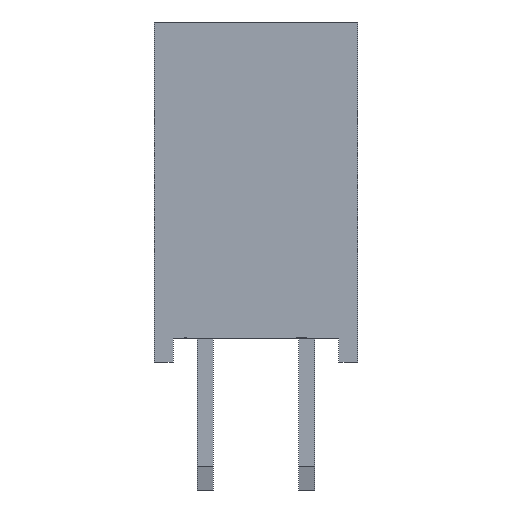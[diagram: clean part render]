
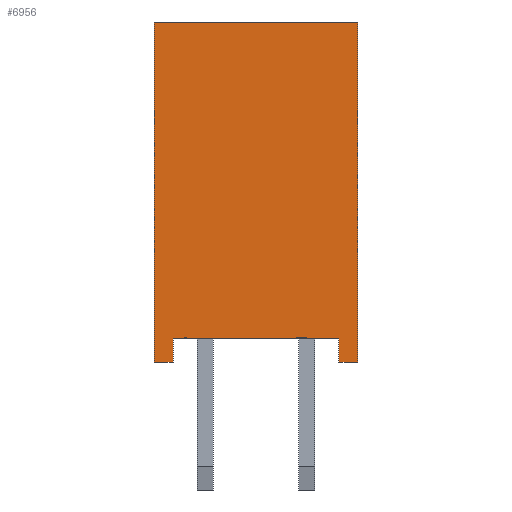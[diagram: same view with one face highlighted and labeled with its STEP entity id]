
A CAD part, left-side view. The second image highlights one B-rep face of the part: STEP entity #6956.
In plain terms, the highlighted planar face has unit normal (-1, 0, 0).
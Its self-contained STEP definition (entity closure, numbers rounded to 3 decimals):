
#133 = VERTEX_POINT ( 'NONE', #12262 ) ;
#1345 = EDGE_CURVE ( 'NONE', #133, #30878, #7071, .T. ) ;
#1391 = EDGE_CURVE ( 'NONE', #13547, #20648, #10514, .T. ) ;
#1941 = CARTESIAN_POINT ( 'NONE',  ( -1.27, 2.54, 8.5 ) ) ;
#2529 = CARTESIAN_POINT ( 'NONE',  ( -1.27, -2.07, 0. ) ) ;
#2554 = LINE ( 'NONE', #24691, #9336 ) ;
#3068 = CARTESIAN_POINT ( 'NONE',  ( -1.27, 2.07, 0.6 ) ) ;
#3426 = CARTESIAN_POINT ( 'NONE',  ( -1.27, 2.07, 0. ) ) ;
#3923 = CARTESIAN_POINT ( 'NONE',  ( -1.27, 2.54, 8.5 ) ) ;
#4922 = EDGE_CURVE ( 'NONE', #20648, #35134, #29060, .T. ) ;
#5755 = LINE ( 'NONE', #8138, #24314 ) ;
#6435 = VECTOR ( 'NONE', #17448, 1000. ) ;
#6956 = ADVANCED_FACE ( 'NONE', ( #13973 ), #22329, .F. ) ;
#7071 = LINE ( 'NONE', #13106, #7632 ) ;
#7632 = VECTOR ( 'NONE', #21240, 1000. ) ;
#7921 = VECTOR ( 'NONE', #30053, 1000. ) ;
#8118 = DIRECTION ( 'NONE',  ( 1., 0., 0. ) ) ;
#8138 = CARTESIAN_POINT ( 'NONE',  ( -1.27, -2.07, 0.6 ) ) ;
#9336 = VECTOR ( 'NONE', #16487, 1000. ) ;
#9891 = EDGE_CURVE ( 'NONE', #17924, #27782, #2554, .T. ) ;
#10053 = VECTOR ( 'NONE', #30117, 1000. ) ;
#10514 = LINE ( 'NONE', #36373, #10053 ) ;
#12262 = CARTESIAN_POINT ( 'NONE',  ( -1.27, -2.54, 8.5 ) ) ;
#12998 = ORIENTED_EDGE ( 'NONE', *, *, #31973, .F. ) ;
#13106 = CARTESIAN_POINT ( 'NONE',  ( -1.27, -2.54, 8.5 ) ) ;
#13437 = DIRECTION ( 'NONE',  ( 0., 0., 1. ) ) ;
#13547 = VERTEX_POINT ( 'NONE', #35904 ) ;
#13973 = FACE_OUTER_BOUND ( 'NONE', #30365, .T. ) ;
#14515 = LINE ( 'NONE', #28938, #6435 ) ;
#15101 = DIRECTION ( 'NONE',  ( 0., -1., 0. ) ) ;
#16487 = DIRECTION ( 'NONE',  ( 0., 0., -1. ) ) ;
#17031 = ORIENTED_EDGE ( 'NONE', *, *, #24952, .F. ) ;
#17448 = DIRECTION ( 'NONE',  ( 0., -1., 0. ) ) ;
#17924 = VERTEX_POINT ( 'NONE', #1941 ) ;
#18233 = EDGE_CURVE ( 'NONE', #27782, #35134, #24907, .T. ) ;
#19163 = CARTESIAN_POINT ( 'NONE',  ( -1.27, -2.54, 0. ) ) ;
#19538 = ORIENTED_EDGE ( 'NONE', *, *, #9891, .T. ) ;
#20648 = VERTEX_POINT ( 'NONE', #3068 ) ;
#20723 = CARTESIAN_POINT ( 'NONE',  ( -1.27, 2.07, 0.6 ) ) ;
#21240 = DIRECTION ( 'NONE',  ( 0., 0., -1. ) ) ;
#21853 = ORIENTED_EDGE ( 'NONE', *, *, #4922, .F. ) ;
#21936 = CARTESIAN_POINT ( 'NONE',  ( -1.27, 2.54, 0. ) ) ;
#22290 = ORIENTED_EDGE ( 'NONE', *, *, #1391, .F. ) ;
#22329 = PLANE ( 'NONE',  #30951 ) ;
#24314 = VECTOR ( 'NONE', #13437, 1000. ) ;
#24436 = VECTOR ( 'NONE', #29249, 1000. ) ;
#24691 = CARTESIAN_POINT ( 'NONE',  ( -1.27, 2.54, 8.5 ) ) ;
#24907 = LINE ( 'NONE', #21936, #7921 ) ;
#24952 = EDGE_CURVE ( 'NONE', #17924, #133, #31933, .T. ) ;
#25283 = DIRECTION ( 'NONE',  ( 0., 0., -1. ) ) ;
#25287 = VERTEX_POINT ( 'NONE', #2529 ) ;
#25333 = ORIENTED_EDGE ( 'NONE', *, *, #1345, .F. ) ;
#26480 = CARTESIAN_POINT ( 'NONE',  ( -1.27, 2.54, 0. ) ) ;
#27782 = VERTEX_POINT ( 'NONE', #26480 ) ;
#28938 = CARTESIAN_POINT ( 'NONE',  ( -1.27, 2.54, 0. ) ) ;
#29060 = LINE ( 'NONE', #20723, #24436 ) ;
#29249 = DIRECTION ( 'NONE',  ( 0., 0., -1. ) ) ;
#29905 = EDGE_CURVE ( 'NONE', #25287, #30878, #14515, .T. ) ;
#30053 = DIRECTION ( 'NONE',  ( 0., -1., 0. ) ) ;
#30117 = DIRECTION ( 'NONE',  ( 0., 1., 0. ) ) ;
#30365 = EDGE_LOOP ( 'NONE', ( #22290, #12998, #32620, #25333, #17031, #19538, #30503, #21853 ) ) ;
#30503 = ORIENTED_EDGE ( 'NONE', *, *, #18233, .T. ) ;
#30878 = VERTEX_POINT ( 'NONE', #19163 ) ;
#30951 = AXIS2_PLACEMENT_3D ( 'NONE', #33561, #8118, #25283 ) ;
#31933 = LINE ( 'NONE', #3923, #32773 ) ;
#31973 = EDGE_CURVE ( 'NONE', #25287, #13547, #5755, .T. ) ;
#32620 = ORIENTED_EDGE ( 'NONE', *, *, #29905, .T. ) ;
#32773 = VECTOR ( 'NONE', #15101, 1000. ) ;
#33561 = CARTESIAN_POINT ( 'NONE',  ( -1.27, 2.54, 8.5 ) ) ;
#35134 = VERTEX_POINT ( 'NONE', #3426 ) ;
#35904 = CARTESIAN_POINT ( 'NONE',  ( -1.27, -2.07, 0.6 ) ) ;
#36373 = CARTESIAN_POINT ( 'NONE',  ( -1.27, 0.47, 0.6 ) ) ;
